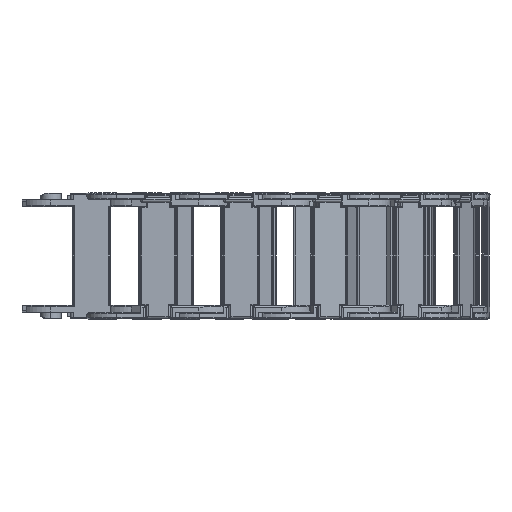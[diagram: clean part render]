
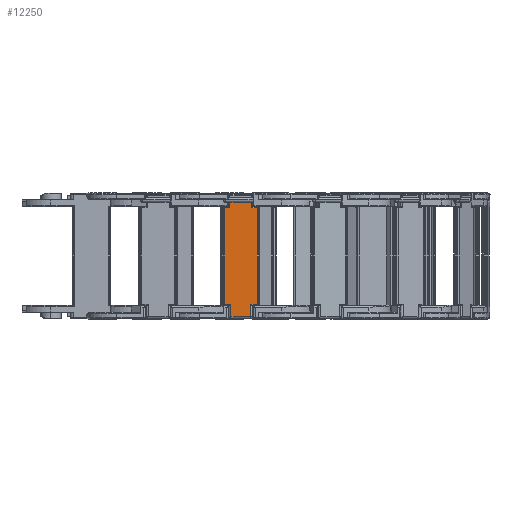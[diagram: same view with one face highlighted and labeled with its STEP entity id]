
A CAD part, front view. The second image highlights one B-rep face of the part: STEP entity #12250.
In plain terms, the highlighted face is planar.
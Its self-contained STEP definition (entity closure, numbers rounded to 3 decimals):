
#37 = CARTESIAN_POINT ( 'NONE',  ( 450.612, 93.451, 615.579 ) ) ;
#1246 = CARTESIAN_POINT ( 'NONE',  ( 437.679, 93.451, 568.601 ) ) ;
#1352 = DIRECTION ( 'NONE',  ( 0., 0., -1. ) ) ;
#1462 = EDGE_CURVE ( 'NONE', #13155, #12238, #2902, .T. ) ;
#1732 = VECTOR ( 'NONE', #16076, 1000. ) ;
#1807 = DIRECTION ( 'NONE',  ( 1., 0., 0. ) ) ;
#2257 = CARTESIAN_POINT ( 'NONE',  ( 440.922, 93.451, 615.579 ) ) ;
#2315 = ORIENTED_EDGE ( 'NONE', *, *, #16779, .F. ) ;
#2424 = ORIENTED_EDGE ( 'NONE', *, *, #14910, .F. ) ;
#2582 = LINE ( 'NONE', #16308, #14510 ) ;
#2834 = ORIENTED_EDGE ( 'NONE', *, *, #11661, .F. ) ;
#2837 = LINE ( 'NONE', #5430, #6749 ) ;
#2902 = LINE ( 'NONE', #11726, #9334 ) ;
#2990 = CARTESIAN_POINT ( 'NONE',  ( 425.879, 93.451, 615.579 ) ) ;
#3125 = LINE ( 'NONE', #6562, #3804 ) ;
#3235 = AXIS2_PLACEMENT_3D ( 'NONE', #15017, #11951, #17810 ) ;
#3744 = LINE ( 'NONE', #16589, #14994 ) ;
#3804 = VECTOR ( 'NONE', #5139, 1000. ) ;
#3858 = EDGE_CURVE ( 'NONE', #15661, #7587, #3744, .T. ) ;
#4421 = DIRECTION ( 'NONE',  ( 0., 0., -1. ) ) ;
#4614 = ORIENTED_EDGE ( 'NONE', *, *, #1462, .F. ) ;
#4727 = CARTESIAN_POINT ( 'NONE',  ( 437.679, 93.451, 579.851 ) ) ;
#5139 = DIRECTION ( 'NONE',  ( -1., 0., 0. ) ) ;
#5264 = EDGE_CURVE ( 'NONE', #9769, #18362, #13341, .T. ) ;
#5430 = CARTESIAN_POINT ( 'NONE',  ( 451.117, 93.451, 591.851 ) ) ;
#5652 = EDGE_CURVE ( 'NONE', #11564, #5698, #13100, .T. ) ;
#5673 = CARTESIAN_POINT ( 'NONE',  ( 425.879, 93.451, 565.901 ) ) ;
#5698 = VERTEX_POINT ( 'NONE', #8916 ) ;
#5731 = LINE ( 'NONE', #17369, #15361 ) ;
#6001 = CARTESIAN_POINT ( 'NONE',  ( 453.855, 93.451, 615.579 ) ) ;
#6249 = PLANE ( 'NONE',  #3235 ) ;
#6562 = CARTESIAN_POINT ( 'NONE',  ( 425.879, 93.451, 568.601 ) ) ;
#6603 = DIRECTION ( 'NONE',  ( 0., 0., 1. ) ) ;
#6749 = VECTOR ( 'NONE', #17047, 1000. ) ;
#6795 = VERTEX_POINT ( 'NONE', #18665 ) ;
#7260 = CARTESIAN_POINT ( 'NONE',  ( 453.855, 93.451, 579.851 ) ) ;
#7587 = VERTEX_POINT ( 'NONE', #1246 ) ;
#7672 = DIRECTION ( 'NONE',  ( 0., 0., 1. ) ) ;
#7673 = DIRECTION ( 'NONE',  ( -1., 0., 0. ) ) ;
#7900 = CARTESIAN_POINT ( 'NONE',  ( 440.417, 93.451, 568.601 ) ) ;
#7953 = EDGE_CURVE ( 'NONE', #5698, #6795, #3125, .T. ) ;
#8756 = EDGE_CURVE ( 'NONE', #14586, #11691, #17602, .T. ) ;
#8784 = CARTESIAN_POINT ( 'NONE',  ( 440.417, 93.451, 565.901 ) ) ;
#8916 = CARTESIAN_POINT ( 'NONE',  ( 453.855, 93.451, 568.601 ) ) ;
#9334 = VECTOR ( 'NONE', #4421, 1000. ) ;
#9610 = CARTESIAN_POINT ( 'NONE',  ( 451.117, 93.451, 565.901 ) ) ;
#9645 = CARTESIAN_POINT ( 'NONE',  ( 437.679, 93.451, 615.579 ) ) ;
#9663 = CARTESIAN_POINT ( 'NONE',  ( 450.612, 93.451, 621.479 ) ) ;
#9769 = VERTEX_POINT ( 'NONE', #9610 ) ;
#9978 = VERTEX_POINT ( 'NONE', #13399 ) ;
#10141 = VECTOR ( 'NONE', #6603, 1000. ) ;
#10223 = LINE ( 'NONE', #4727, #11135 ) ;
#10366 = VECTOR ( 'NONE', #13816, 1000. ) ;
#10745 = ORIENTED_EDGE ( 'NONE', *, *, #5264, .F. ) ;
#10826 = ORIENTED_EDGE ( 'NONE', *, *, #3858, .F. ) ;
#11018 = CARTESIAN_POINT ( 'NONE',  ( 440.417, 93.451, 591.851 ) ) ;
#11135 = VECTOR ( 'NONE', #7672, 1000. ) ;
#11564 = VERTEX_POINT ( 'NONE', #6001 ) ;
#11661 = EDGE_CURVE ( 'NONE', #11691, #9978, #17753, .T. ) ;
#11691 = VERTEX_POINT ( 'NONE', #2257 ) ;
#11726 = CARTESIAN_POINT ( 'NONE',  ( 450.612, 93.451, 592.329 ) ) ;
#11951 = DIRECTION ( 'NONE',  ( 0., 1., 0. ) ) ;
#12166 = VECTOR ( 'NONE', #1352, 1000. ) ;
#12204 = FACE_OUTER_BOUND ( 'NONE', #14177, .T. ) ;
#12238 = VERTEX_POINT ( 'NONE', #37 ) ;
#12250 = ADVANCED_FACE ( 'NONE', ( #12204 ), #6249, .F. ) ;
#12868 = VECTOR ( 'NONE', #15927, 1000. ) ;
#13100 = LINE ( 'NONE', #7260, #12166 ) ;
#13125 = LINE ( 'NONE', #11018, #10141 ) ;
#13155 = VERTEX_POINT ( 'NONE', #9663 ) ;
#13341 = LINE ( 'NONE', #5673, #12868 ) ;
#13399 = CARTESIAN_POINT ( 'NONE',  ( 440.922, 93.451, 621.479 ) ) ;
#13560 = ORIENTED_EDGE ( 'NONE', *, *, #18819, .F. ) ;
#13816 = DIRECTION ( 'NONE',  ( 0., 0., 1. ) ) ;
#14177 = EDGE_LOOP ( 'NONE', ( #2424, #10826, #18289, #10745, #17005, #14657, #18689, #2315, #4614, #13560, #2834, #17693 ) ) ;
#14510 = VECTOR ( 'NONE', #1807, 1000. ) ;
#14586 = VERTEX_POINT ( 'NONE', #9645 ) ;
#14657 = ORIENTED_EDGE ( 'NONE', *, *, #7953, .F. ) ;
#14910 = EDGE_CURVE ( 'NONE', #7587, #14586, #10223, .T. ) ;
#14994 = VECTOR ( 'NONE', #7673, 1000. ) ;
#15017 = CARTESIAN_POINT ( 'NONE',  ( 425.879, 93.451, 579.851 ) ) ;
#15153 = CARTESIAN_POINT ( 'NONE',  ( 440.922, 93.451, 592.329 ) ) ;
#15361 = VECTOR ( 'NONE', #16002, 1000. ) ;
#15661 = VERTEX_POINT ( 'NONE', #7900 ) ;
#15927 = DIRECTION ( 'NONE',  ( -1., 0., 0. ) ) ;
#16002 = DIRECTION ( 'NONE',  ( 1., 0., 0. ) ) ;
#16076 = DIRECTION ( 'NONE',  ( 1., 0., 0. ) ) ;
#16094 = EDGE_CURVE ( 'NONE', #6795, #9769, #2837, .T. ) ;
#16308 = CARTESIAN_POINT ( 'NONE',  ( 425.879, 93.451, 615.579 ) ) ;
#16589 = CARTESIAN_POINT ( 'NONE',  ( 425.879, 93.451, 568.601 ) ) ;
#16779 = EDGE_CURVE ( 'NONE', #12238, #11564, #2582, .T. ) ;
#17005 = ORIENTED_EDGE ( 'NONE', *, *, #16094, .F. ) ;
#17047 = DIRECTION ( 'NONE',  ( 0., 0., -1. ) ) ;
#17256 = EDGE_CURVE ( 'NONE', #18362, #15661, #13125, .T. ) ;
#17369 = CARTESIAN_POINT ( 'NONE',  ( 425.879, 93.451, 621.479 ) ) ;
#17602 = LINE ( 'NONE', #2990, #1732 ) ;
#17693 = ORIENTED_EDGE ( 'NONE', *, *, #8756, .F. ) ;
#17753 = LINE ( 'NONE', #15153, #10366 ) ;
#17810 = DIRECTION ( 'NONE',  ( 0., 0., 1. ) ) ;
#18289 = ORIENTED_EDGE ( 'NONE', *, *, #17256, .F. ) ;
#18362 = VERTEX_POINT ( 'NONE', #8784 ) ;
#18665 = CARTESIAN_POINT ( 'NONE',  ( 451.117, 93.451, 568.601 ) ) ;
#18689 = ORIENTED_EDGE ( 'NONE', *, *, #5652, .F. ) ;
#18819 = EDGE_CURVE ( 'NONE', #9978, #13155, #5731, .T. ) ;
